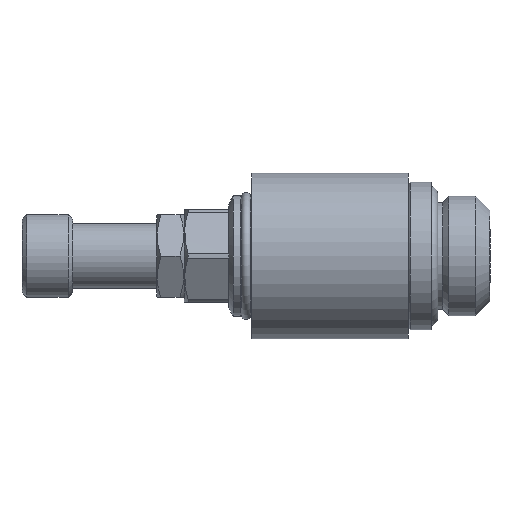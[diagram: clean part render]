
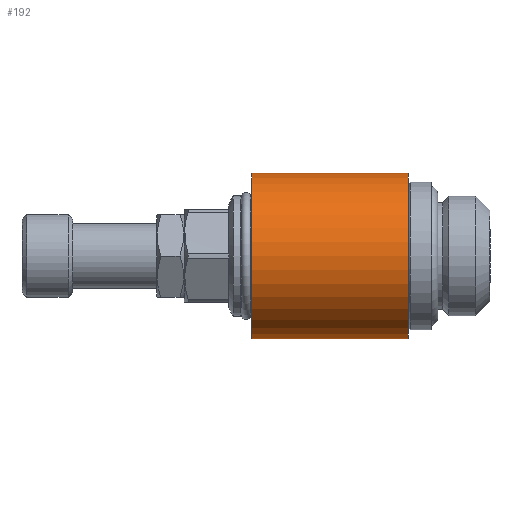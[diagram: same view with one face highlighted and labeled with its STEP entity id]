
A CAD part, left-side view. The second image highlights one B-rep face of the part: STEP entity #192.
In plain terms, the highlighted cylindrical face has radius 9 mm (diameter 18 mm), a full revolution.
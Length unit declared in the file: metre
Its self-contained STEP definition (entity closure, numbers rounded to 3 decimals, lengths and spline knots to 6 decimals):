
#192 = ADVANCED_FACE( 'NONE', ( #440, #441, #442 ), #443, .T. );
#440 = FACE_OUTER_BOUND( '', #780, .T. );
#441 = FACE_OUTER_BOUND( '', #781, .T. );
#442 = FACE_BOUND( '', #782, .T. );
#443 = CYLINDRICAL_SURFACE( '', #783, 0.009 );
#780 = EDGE_LOOP( '', ( #1400 ) );
#781 = EDGE_LOOP( '', ( #1401 ) );
#782 = EDGE_LOOP( '', ( #1402, #1403 ) );
#783 = AXIS2_PLACEMENT_3D( '', #1404, #1405, #1406 );
#1400 = ORIENTED_EDGE( '', *, *, #2022, .T. );
#1401 = ORIENTED_EDGE( '', *, *, #2023, .T. );
#1402 = ORIENTED_EDGE( '', *, *, #2024, .T. );
#1403 = ORIENTED_EDGE( '', *, *, #2025, .T. );
#1404 = CARTESIAN_POINT( '', ( 0., 0.032286, 0. ) );
#1405 = DIRECTION( '', ( 0., 1., 0. ) );
#1406 = DIRECTION( '', ( 0., 0., 1. ) );
#2022 = EDGE_CURVE( 'NONE', #2314, #2314, #2315, .T. );
#2023 = EDGE_CURVE( 'NONE', #2316, #2316, #2317, .T. );
#2024 = EDGE_CURVE( 'NONE', #2318, #2319, #2320, .T. );
#2025 = EDGE_CURVE( 'NONE', #2319, #2318, #2321, .T. );
#2314 = VERTEX_POINT( '', #2806 );
#2315 = CIRCLE( '', #2807, 0.009 );
#2316 = VERTEX_POINT( '', #2808 );
#2317 = CIRCLE( '', #2809, 0.009 );
#2318 = VERTEX_POINT( 'NONE', #2810 );
#2319 = VERTEX_POINT( 'NONE', #2811 );
#2320 = B_SPLINE_CURVE_WITH_KNOTS( '', 3, ( #2812, #2813, #2814, #2815, #2816, #2817, #2818, #2819, #2820, #2821, #2822, #2823, #2824, #2825, #2826, #2827, #2828, #2829, #2830, #2831, #2832, #2833, #2834 ), .UNSPECIFIED., .F., .F., ( 4, 1, 1, 1, 1, 1, 1, 1, 1, 1, 1, 1, 1, 1, 1, 1, 1, 1, 1, 1, 4 ), ( 0., 0.01563, 0.03126, 0.062508, 0.124939, 0.18737, 0.249891, 0.312412, 0.374933, 0.437454, 0.499974, 0.562495, 0.625015, 0.687535, 0.750056, 0.812577, 0.875028, 0.937483, 0.96874, 0.984368, 1. ), .UNSPECIFIED. );
#2321 = B_SPLINE_CURVE_WITH_KNOTS( '', 3, ( #2835, #2836, #2837, #2838, #2839, #2840, #2841, #2842, #2843, #2844, #2845, #2846, #2847, #2848, #2849, #2850, #2851, #2852, #2853, #2854, #2855, #2856, #2857 ), .UNSPECIFIED., .F., .F., ( 4, 1, 1, 1, 1, 1, 1, 1, 1, 1, 1, 1, 1, 1, 1, 1, 1, 1, 1, 1, 4 ), ( 0., 0.01563, 0.03126, 0.062508, 0.124939, 0.18737, 0.24989, 0.312412, 0.374933, 0.437453, 0.499974, 0.562494, 0.625015, 0.687535, 0.750056, 0.812578, 0.875028, 0.937483, 0.96874, 0.984368, 1. ), .UNSPECIFIED. );
#2806 = CARTESIAN_POINT( '', ( 0., 0.0092, 0.009 ) );
#2807 = AXIS2_PLACEMENT_3D( '', #3451, #3452, #3453 );
#2808 = CARTESIAN_POINT( '', ( 0., 0.0262, -0.009 ) );
#2809 = AXIS2_PLACEMENT_3D( '', #3454, #3455, #3456 );
#2810 = CARTESIAN_POINT( '', ( 0.007853, 0.016838, 0.004396 ) );
#2811 = CARTESIAN_POINT( '', ( 0.007856, 0.020573, -0.004392 ) );
#2812 = CARTESIAN_POINT( '', ( 0.007853, 0.016838, 0.004396 ) );
#2813 = CARTESIAN_POINT( '', ( 0.007838, 0.016913, 0.004424 ) );
#2814 = CARTESIAN_POINT( '', ( 0.007807, 0.017063, 0.004478 ) );
#2815 = CARTESIAN_POINT( '', ( 0.007754, 0.017369, 0.00457 ) );
#2816 = CARTESIAN_POINT( '', ( 0.007678, 0.017917, 0.004696 ) );
#2817 = CARTESIAN_POINT( '', ( 0.007634, 0.018728, 0.004767 ) );
#2818 = CARTESIAN_POINT( '', ( 0.007694, 0.019701, 0.004671 ) );
#2819 = CARTESIAN_POINT( '', ( 0.007853, 0.020627, 0.004402 ) );
#2820 = CARTESIAN_POINT( '', ( 0.008081, 0.021476, 0.003974 ) );
#2821 = CARTESIAN_POINT( '', ( 0.008342, 0.022224, 0.003401 ) );
#2822 = CARTESIAN_POINT( '', ( 0.008599, 0.02285, 0.002696 ) );
#2823 = CARTESIAN_POINT( '', ( 0.008819, 0.02333, 0.001871 ) );
#2824 = CARTESIAN_POINT( '', ( 0.008967, 0.023634, 0.00095 ) );
#2825 = CARTESIAN_POINT( '', ( 0.009018, 0.023736, -0.000025 ) );
#2826 = CARTESIAN_POINT( '', ( 0.008962, 0.023623, -0.000998 ) );
#2827 = CARTESIAN_POINT( '', ( 0.008809, 0.02331, -0.001915 ) );
#2828 = CARTESIAN_POINT( '', ( 0.008587, 0.022822, -0.002733 ) );
#2829 = CARTESIAN_POINT( '', ( 0.008329, 0.02219, -0.003432 ) );
#2830 = CARTESIAN_POINT( '', ( 0.008113, 0.021563, -0.003904 ) );
#2831 = CARTESIAN_POINT( '', ( 0.007976, 0.021081, -0.004171 ) );
#2832 = CARTESIAN_POINT( '', ( 0.007905, 0.020794, -0.004303 ) );
#2833 = CARTESIAN_POINT( '', ( 0.007872, 0.020647, -0.004362 ) );
#2834 = CARTESIAN_POINT( '', ( 0.007856, 0.020573, -0.004392 ) );
#2835 = CARTESIAN_POINT( '', ( 0.007856, 0.020573, -0.004392 ) );
#2836 = CARTESIAN_POINT( '', ( 0.00784, 0.020498, -0.004419 ) );
#2837 = CARTESIAN_POINT( '', ( 0.007809, 0.020349, -0.004474 ) );
#2838 = CARTESIAN_POINT( '', ( 0.007755, 0.020042, -0.004567 ) );
#2839 = CARTESIAN_POINT( '', ( 0.007679, 0.019494, -0.004695 ) );
#2840 = CARTESIAN_POINT( '', ( 0.007634, 0.018681, -0.004767 ) );
#2841 = CARTESIAN_POINT( '', ( 0.007693, 0.017707, -0.004673 ) );
#2842 = CARTESIAN_POINT( '', ( 0.007852, 0.016778, -0.004405 ) );
#2843 = CARTESIAN_POINT( '', ( 0.00808, 0.015927, -0.003977 ) );
#2844 = CARTESIAN_POINT( '', ( 0.008341, 0.015178, -0.003403 ) );
#2845 = CARTESIAN_POINT( '', ( 0.008599, 0.014551, -0.002697 ) );
#2846 = CARTESIAN_POINT( '', ( 0.008819, 0.01407, -0.001871 ) );
#2847 = CARTESIAN_POINT( '', ( 0.008967, 0.013766, -0.000949 ) );
#2848 = CARTESIAN_POINT( '', ( 0.009018, 0.013664, 0.000028 ) );
#2849 = CARTESIAN_POINT( '', ( 0.008961, 0.013777, 0.001003 ) );
#2850 = CARTESIAN_POINT( '', ( 0.008808, 0.014093, 0.00192 ) );
#2851 = CARTESIAN_POINT( '', ( 0.008585, 0.014582, 0.00274 ) );
#2852 = CARTESIAN_POINT( '', ( 0.008327, 0.015216, 0.003439 ) );
#2853 = CARTESIAN_POINT( '', ( 0.00811, 0.015846, 0.003909 ) );
#2854 = CARTESIAN_POINT( '', ( 0.007973, 0.016329, 0.004176 ) );
#2855 = CARTESIAN_POINT( '', ( 0.007902, 0.016617, 0.004308 ) );
#2856 = CARTESIAN_POINT( '', ( 0.00787, 0.016765, 0.004367 ) );
#2857 = CARTESIAN_POINT( '', ( 0.007853, 0.016838, 0.004396 ) );
#3451 = CARTESIAN_POINT( '', ( 0., 0.0092, 0. ) );
#3452 = DIRECTION( '', ( 0., 1., 0. ) );
#3453 = DIRECTION( '', ( 0., 0., 1. ) );
#3454 = CARTESIAN_POINT( '', ( 0., 0.0262, 0. ) );
#3455 = DIRECTION( '', ( 0., -1., 0. ) );
#3456 = DIRECTION( '', ( 0., 0., -1. ) );
